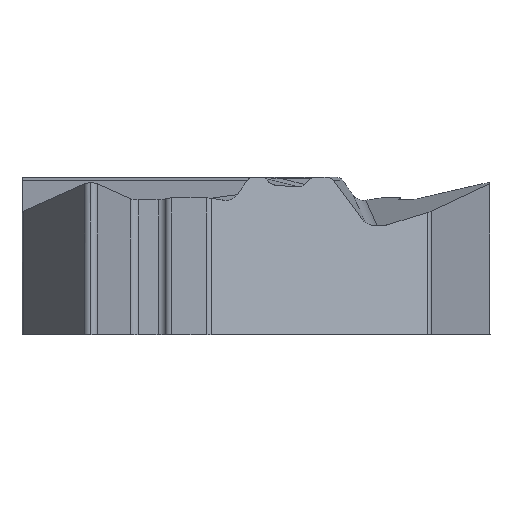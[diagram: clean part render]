
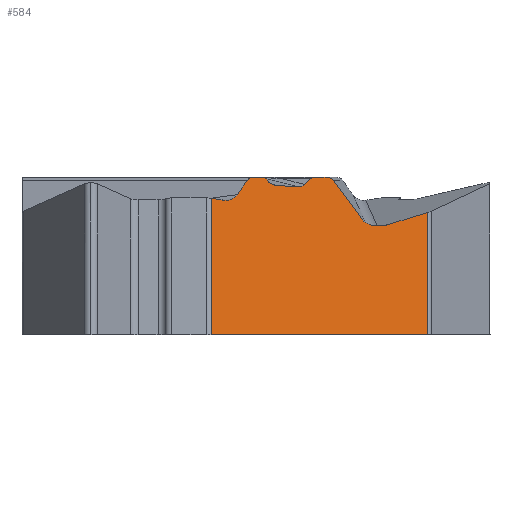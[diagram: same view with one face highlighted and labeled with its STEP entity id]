
A CAD part, front view. The second image highlights one B-rep face of the part: STEP entity #584.
In plain terms, the highlighted planar face has unit normal (0.5, -0.866, 0).
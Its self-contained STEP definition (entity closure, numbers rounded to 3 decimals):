
#61=PLANE('',#1979);
#109=FACE_OUTER_BOUND('',#742,.T.);
#211=ELLIPSE('',#1972,0.338,0.32);
#212=ELLIPSE('',#1973,0.392,0.32);
#213=ELLIPSE('',#1974,0.236,0.2);
#214=ELLIPSE('',#1975,0.167,0.15);
#215=ELLIPSE('',#1976,0.15,0.15);
#216=ELLIPSE('',#1977,0.227,0.2);
#217=ELLIPSE('',#1978,0.385,0.32);
#282=LINE('',#3307,#447);
#283=LINE('',#3310,#448);
#284=LINE('',#3312,#449);
#285=LINE('',#3316,#450);
#286=LINE('',#3320,#451);
#287=LINE('',#3324,#452);
#288=LINE('',#3328,#453);
#289=LINE('',#3341,#454);
#290=LINE('',#3357,#455);
#291=LINE('',#3361,#456);
#292=LINE('',#3365,#457);
#293=LINE('',#3369,#458);
#294=LINE('',#3371,#459);
#447=VECTOR('',#2259,1.);
#448=VECTOR('',#2260,1.);
#449=VECTOR('',#2261,1.);
#450=VECTOR('',#2264,1.);
#451=VECTOR('',#2267,1.);
#452=VECTOR('',#2270,1.);
#453=VECTOR('',#2273,1.);
#454=VECTOR('',#2274,1.);
#455=VECTOR('',#2275,1.);
#456=VECTOR('',#2278,1.);
#457=VECTOR('',#2281,1.);
#458=VECTOR('',#2284,1.);
#459=VECTOR('',#2285,1.);
#584=ADVANCED_FACE('',(#109),#61,.F.);
#742=EDGE_LOOP('',(#931,#932,#933,#934,#935,#936,#937,#938,#939,#940,#941,
#942,#943,#944,#945,#946,#947,#948,#949,#950,#951,#952));
#931=ORIENTED_EDGE('',*,*,#1637,.F.);
#932=ORIENTED_EDGE('',*,*,#1638,.T.);
#933=ORIENTED_EDGE('',*,*,#1639,.T.);
#934=ORIENTED_EDGE('',*,*,#1640,.T.);
#935=ORIENTED_EDGE('',*,*,#1641,.F.);
#936=ORIENTED_EDGE('',*,*,#1642,.T.);
#937=ORIENTED_EDGE('',*,*,#1643,.T.);
#938=ORIENTED_EDGE('',*,*,#1644,.F.);
#939=ORIENTED_EDGE('',*,*,#1645,.F.);
#940=ORIENTED_EDGE('',*,*,#1646,.F.);
#941=ORIENTED_EDGE('',*,*,#1647,.T.);
#942=ORIENTED_EDGE('',*,*,#1648,.T.);
#943=ORIENTED_EDGE('',*,*,#1649,.T.);
#944=ORIENTED_EDGE('',*,*,#1650,.T.);
#945=ORIENTED_EDGE('',*,*,#1651,.T.);
#946=ORIENTED_EDGE('',*,*,#1652,.F.);
#947=ORIENTED_EDGE('',*,*,#1653,.F.);
#948=ORIENTED_EDGE('',*,*,#1654,.F.);
#949=ORIENTED_EDGE('',*,*,#1655,.T.);
#950=ORIENTED_EDGE('',*,*,#1656,.T.);
#951=ORIENTED_EDGE('',*,*,#1657,.T.);
#952=ORIENTED_EDGE('',*,*,#1658,.T.);
#1447=VERTEX_POINT('',#3308);
#1448=VERTEX_POINT('',#3309);
#1449=VERTEX_POINT('',#3311);
#1450=VERTEX_POINT('',#3313);
#1451=VERTEX_POINT('',#3315);
#1452=VERTEX_POINT('',#3317);
#1453=VERTEX_POINT('',#3319);
#1454=VERTEX_POINT('',#3321);
#1455=VERTEX_POINT('',#3323);
#1456=VERTEX_POINT('',#3325);
#1457=VERTEX_POINT('',#3327);
#1458=VERTEX_POINT('',#3329);
#1459=VERTEX_POINT('',#3340);
#1460=VERTEX_POINT('',#3342);
#1461=VERTEX_POINT('',#3356);
#1462=VERTEX_POINT('',#3358);
#1463=VERTEX_POINT('',#3360);
#1464=VERTEX_POINT('',#3362);
#1465=VERTEX_POINT('',#3364);
#1466=VERTEX_POINT('',#3366);
#1467=VERTEX_POINT('',#3368);
#1468=VERTEX_POINT('',#3370);
#1637=EDGE_CURVE('',#1447,#1448,#282,.T.);
#1638=EDGE_CURVE('',#1447,#1449,#283,.T.);
#1639=EDGE_CURVE('',#1449,#1450,#284,.T.);
#1640=EDGE_CURVE('',#1450,#1451,#211,.T.);
#1641=EDGE_CURVE('',#1452,#1451,#285,.T.);
#1642=EDGE_CURVE('',#1452,#1453,#212,.T.);
#1643=EDGE_CURVE('',#1453,#1454,#286,.T.);
#1644=EDGE_CURVE('',#1455,#1454,#213,.T.);
#1645=EDGE_CURVE('',#1456,#1455,#287,.T.);
#1646=EDGE_CURVE('',#1457,#1456,#214,.T.);
#1647=EDGE_CURVE('',#1457,#1458,#288,.T.);
#1648=EDGE_CURVE('',#1458,#1459,#1890,.T.);
#1649=EDGE_CURVE('',#1459,#1460,#289,.T.);
#1650=EDGE_CURVE('',#1460,#1461,#1891,.T.);
#1651=EDGE_CURVE('',#1461,#1462,#290,.T.);
#1652=EDGE_CURVE('',#1463,#1462,#215,.T.);
#1653=EDGE_CURVE('',#1464,#1463,#291,.T.);
#1654=EDGE_CURVE('',#1465,#1464,#216,.T.);
#1655=EDGE_CURVE('',#1465,#1466,#292,.T.);
#1656=EDGE_CURVE('',#1466,#1467,#217,.T.);
#1657=EDGE_CURVE('',#1467,#1468,#293,.T.);
#1658=EDGE_CURVE('',#1468,#1448,#294,.T.);
#1890=B_SPLINE_CURVE_WITH_KNOTS('',3,(#3330,#3331,#3332,#3333,#3334,#3335,
#3336,#3337,#3338,#3339),.UNSPECIFIED.,.F.,.F.,(4,3,3,4),(0.,0.474,
0.706,1.),.UNSPECIFIED.);
#1891=B_SPLINE_CURVE_WITH_KNOTS('',3,(#3343,#3344,#3345,#3346,#3347,#3348,
#3349,#3350,#3351,#3352,#3353,#3354,#3355),.UNSPECIFIED.,.F.,.F.,(4,3,3,
3,4),(0.,0.25,0.499,0.746,1.),
 .UNSPECIFIED.);
#1972=AXIS2_PLACEMENT_3D('',#3314,#2262,#2263);
#1973=AXIS2_PLACEMENT_3D('',#3318,#2265,#2266);
#1974=AXIS2_PLACEMENT_3D('',#3322,#2268,#2269);
#1975=AXIS2_PLACEMENT_3D('',#3326,#2271,#2272);
#1976=AXIS2_PLACEMENT_3D('',#3359,#2276,#2277);
#1977=AXIS2_PLACEMENT_3D('',#3363,#2279,#2280);
#1978=AXIS2_PLACEMENT_3D('',#3367,#2282,#2283);
#1979=AXIS2_PLACEMENT_3D('',#3372,#2286,#2287);
#2259=DIRECTION('',(-0.866,-0.5,0.));
#2260=DIRECTION('',(0.,0.,1.));
#2261=DIRECTION('',(-0.837,-0.483,-0.259));
#2262=DIRECTION('',(-0.5,0.866,0.));
#2263=DIRECTION('',(-0.837,-0.483,-0.259));
#2264=DIRECTION('',(0.866,0.5,0.));
#2265=DIRECTION('',(-0.5,0.866,0.));
#2266=DIRECTION('',(-0.859,-0.496,0.124));
#2267=DIRECTION('',(-0.563,-0.325,0.759));
#2268=DIRECTION('',(-0.5,0.866,0.));
#2269=DIRECTION('',(-0.866,-0.5,0.));
#2270=DIRECTION('',(0.866,0.5,0.));
#2271=DIRECTION('',(-0.5,0.866,0.));
#2272=DIRECTION('',(-0.866,-0.5,0.));
#2273=DIRECTION('',(-0.687,-0.397,-0.608));
#2274=DIRECTION('',(-0.865,-0.499,0.049));
#2275=DIRECTION('',(-0.656,-0.378,0.653));
#2276=DIRECTION('',(-0.5,0.866,0.));
#2277=DIRECTION('',(0.866,0.5,0.));
#2278=DIRECTION('',(0.866,0.5,0.));
#2279=DIRECTION('',(-0.5,0.866,0.));
#2280=DIRECTION('',(-0.866,-0.5,0.));
#2281=DIRECTION('',(-0.55,-0.318,-0.772));
#2282=DIRECTION('',(-0.5,0.866,0.));
#2283=DIRECTION('',(0.845,0.488,0.217));
#2284=DIRECTION('',(-0.858,-0.496,0.133));
#2285=DIRECTION('',(0.,0.,-1.));
#2286=DIRECTION('',(-0.5,0.866,0.));
#2287=DIRECTION('',(-0.866,-0.5,0.));
#3307=CARTESIAN_POINT('',(8.733,-0.457,-3.97));
#3308=CARTESIAN_POINT('',(5.848,-2.123,-3.97));
#3309=CARTESIAN_POINT('',(0.189,-5.39,-3.97));
#3310=CARTESIAN_POINT('',(5.848,-2.123,0.));
#3311=CARTESIAN_POINT('',(5.848,-2.123,-0.776));
#3312=CARTESIAN_POINT('',(-3.145,-7.315,-3.559));
#3313=CARTESIAN_POINT('',(4.808,-2.723,-1.098));
#3314=CARTESIAN_POINT('',(4.737,-2.765,-0.789));
#3315=CARTESIAN_POINT('',(4.729,-2.769,-1.11));
#3316=CARTESIAN_POINT('',(-3.971,-7.792,-1.11));
#3317=CARTESIAN_POINT('',(4.437,-2.938,-1.11));
#3318=CARTESIAN_POINT('',(4.42,-2.947,-0.789));
#3319=CARTESIAN_POINT('',(4.147,-3.105,-0.965));
#3320=CARTESIAN_POINT('',(0.298,-5.327,4.223));
#3321=CARTESIAN_POINT('',(3.388,-3.543,0.058));
#3322=CARTESIAN_POINT('',(3.223,-3.638,-0.06));
#3323=CARTESIAN_POINT('',(3.223,-3.638,0.14));
#3324=CARTESIAN_POINT('',(-3.971,-7.792,0.14));
#3325=CARTESIAN_POINT('',(2.884,-3.834,0.14));
#3326=CARTESIAN_POINT('',(2.884,-3.834,-0.01));
#3327=CARTESIAN_POINT('',(2.79,-3.888,0.104));
#3328=CARTESIAN_POINT('',(-1.514,-6.373,-3.703));
#3329=CARTESIAN_POINT('',(2.626,-3.983,-0.041));
#3330=CARTESIAN_POINT('',(2.626,-3.983,-0.041));
#3331=CARTESIAN_POINT('',(2.603,-3.996,-0.061));
#3332=CARTESIAN_POINT('',(2.577,-4.011,-0.077));
#3333=CARTESIAN_POINT('',(2.55,-4.027,-0.087));
#3334=CARTESIAN_POINT('',(2.536,-4.035,-0.092));
#3335=CARTESIAN_POINT('',(2.522,-4.043,-0.096));
#3336=CARTESIAN_POINT('',(2.508,-4.051,-0.098));
#3337=CARTESIAN_POINT('',(2.49,-4.061,-0.102));
#3338=CARTESIAN_POINT('',(2.472,-4.072,-0.103));
#3339=CARTESIAN_POINT('',(2.454,-4.082,-0.102));
#3340=CARTESIAN_POINT('',(2.454,-4.082,-0.102));
#3341=CARTESIAN_POINT('',(8.714,-0.468,-0.453));
#3342=CARTESIAN_POINT('',(1.894,-4.406,-0.07));
#3343=CARTESIAN_POINT('',(1.894,-4.406,-0.07));
#3344=CARTESIAN_POINT('',(1.878,-4.415,-0.069));
#3345=CARTESIAN_POINT('',(1.863,-4.424,-0.067));
#3346=CARTESIAN_POINT('',(1.847,-4.433,-0.063));
#3347=CARTESIAN_POINT('',(1.832,-4.442,-0.059));
#3348=CARTESIAN_POINT('',(1.817,-4.45,-0.054));
#3349=CARTESIAN_POINT('',(1.802,-4.459,-0.047));
#3350=CARTESIAN_POINT('',(1.788,-4.467,-0.04));
#3351=CARTESIAN_POINT('',(1.774,-4.475,-0.032));
#3352=CARTESIAN_POINT('',(1.761,-4.483,-0.023));
#3353=CARTESIAN_POINT('',(1.747,-4.491,-0.013));
#3354=CARTESIAN_POINT('',(1.734,-4.498,-0.002));
#3355=CARTESIAN_POINT('',(1.722,-4.505,0.01));
#3356=CARTESIAN_POINT('',(1.722,-4.505,0.01));
#3357=CARTESIAN_POINT('',(5.744,-2.183,-3.999));
#3358=CARTESIAN_POINT('',(1.628,-4.559,0.104));
#3359=CARTESIAN_POINT('',(1.543,-4.608,-0.01));
#3360=CARTESIAN_POINT('',(1.543,-4.608,0.14));
#3361=CARTESIAN_POINT('',(8.733,-0.457,0.14));
#3362=CARTESIAN_POINT('',(1.29,-4.754,0.14));
#3363=CARTESIAN_POINT('',(1.29,-4.754,-0.06));
#3364=CARTESIAN_POINT('',(1.132,-4.846,0.058));
#3365=CARTESIAN_POINT('',(4.176,-3.088,4.33));
#3366=CARTESIAN_POINT('',(0.871,-4.996,-0.308));
#3367=CARTESIAN_POINT('',(0.605,-5.15,-0.138));
#3368=CARTESIAN_POINT('',(0.528,-5.194,-0.457));
#3369=CARTESIAN_POINT('',(8.537,-0.571,-1.696));
#3370=CARTESIAN_POINT('',(0.189,-5.39,-0.405));
#3371=CARTESIAN_POINT('',(0.189,-5.39,0.));
#3372=CARTESIAN_POINT('',(8.733,-0.457,0.));
